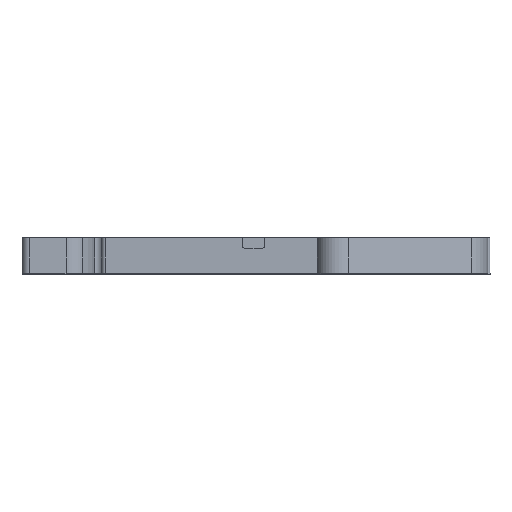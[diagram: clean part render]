
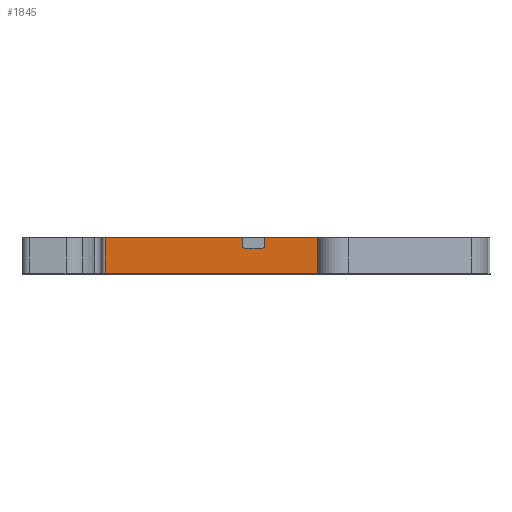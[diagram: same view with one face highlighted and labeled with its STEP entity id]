
A CAD part, front view. The second image highlights one B-rep face of the part: STEP entity #1845.
In plain terms, the highlighted planar face has unit normal (0, -1, 0).
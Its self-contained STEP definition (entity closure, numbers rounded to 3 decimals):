
#12 = VERTEX_POINT ( 'NONE', #3411 ) ;
#46 = CARTESIAN_POINT ( 'NONE',  ( 7.528, 0., 4.15 ) ) ;
#293 = ORIENTED_EDGE ( 'NONE', *, *, #577, .F. ) ;
#398 = CIRCLE ( 'NONE', #6805, 0.5 ) ;
#517 = VERTEX_POINT ( 'NONE', #14917 ) ;
#577 = EDGE_CURVE ( 'NONE', #16472, #6675, #2322, .T. ) ;
#611 = CARTESIAN_POINT ( 'NONE',  ( 4.328, 0., 4.15 ) ) ;
#787 = VERTEX_POINT ( 'NONE', #20718 ) ;
#1379 = CARTESIAN_POINT ( 'NONE',  ( -15.352, 0., 0.15 ) ) ;
#1657 = DIRECTION ( 'NONE',  ( 0., 1., 0. ) ) ;
#1834 = LINE ( 'NONE', #12741, #3896 ) ;
#1845 = ADVANCED_FACE ( 'NONE', ( #6213 ), #4844, .F. ) ;
#1927 = LINE ( 'NONE', #13138, #3795 ) ;
#2322 = LINE ( 'NONE', #15020, #4745 ) ;
#2670 = ORIENTED_EDGE ( 'NONE', *, *, #17391, .F. ) ;
#3357 = VERTEX_POINT ( 'NONE', #17506 ) ;
#3411 = CARTESIAN_POINT ( 'NONE',  ( 15.352, 0., 0.15 ) ) ;
#3414 = VECTOR ( 'NONE', #14176, 1000. ) ;
#3492 = DIRECTION ( 'NONE',  ( 0., -1., 0. ) ) ;
#3500 = DIRECTION ( 'NONE',  ( 0., 0., -1. ) ) ;
#3596 = DIRECTION ( 'NONE',  ( 0., 0., -1. ) ) ;
#3795 = VECTOR ( 'NONE', #19574, 1000. ) ;
#3811 = EDGE_CURVE ( 'NONE', #7465, #12165, #14322, .T. ) ;
#3850 = EDGE_CURVE ( 'NONE', #3357, #16472, #1927, .T. ) ;
#3896 = VECTOR ( 'NONE', #19075, 1000. ) ;
#4526 = CARTESIAN_POINT ( 'NONE',  ( 4.828, 0., 3.65 ) ) ;
#4745 = VECTOR ( 'NONE', #3596, 1000. ) ;
#4844 = PLANE ( 'NONE',  #9528 ) ;
#4872 = AXIS2_PLACEMENT_3D ( 'NONE', #15034, #6993, #3500 ) ;
#5335 = CARTESIAN_POINT ( 'NONE',  ( 4.828, 0., 3.65 ) ) ;
#5746 = DIRECTION ( 'NONE',  ( 1., 0., 0. ) ) ;
#5805 = EDGE_CURVE ( 'NONE', #787, #7465, #5876, .T. ) ;
#5876 = CIRCLE ( 'NONE', #4872, 0.5 ) ;
#6004 = EDGE_CURVE ( 'NONE', #12, #517, #14389, .T. ) ;
#6083 = ORIENTED_EDGE ( 'NONE', *, *, #8178, .F. ) ;
#6213 = FACE_OUTER_BOUND ( 'NONE', #12277, .T. ) ;
#6665 = CARTESIAN_POINT ( 'NONE',  ( 4.828, 0., 4.15 ) ) ;
#6675 = VERTEX_POINT ( 'NONE', #611 ) ;
#6805 = AXIS2_PLACEMENT_3D ( 'NONE', #6665, #3492, #8044 ) ;
#6985 = LINE ( 'NONE', #20187, #20310 ) ;
#6993 = DIRECTION ( 'NONE',  ( 0., -1., 0. ) ) ;
#7465 = VERTEX_POINT ( 'NONE', #10443 ) ;
#7608 = VERTEX_POINT ( 'NONE', #4526 ) ;
#7953 = CARTESIAN_POINT ( 'NONE',  ( 4.328, 0., 5.15 ) ) ;
#7968 = DIRECTION ( 'NONE',  ( 0., 0., 1. ) ) ;
#8044 = DIRECTION ( 'NONE',  ( -1., 0., 0. ) ) ;
#8178 = EDGE_CURVE ( 'NONE', #7608, #787, #16855, .T. ) ;
#8730 = VECTOR ( 'NONE', #19979, 1000. ) ;
#9528 = AXIS2_PLACEMENT_3D ( 'NONE', #15841, #1657, #14568 ) ;
#9703 = ORIENTED_EDGE ( 'NONE', *, *, #3850, .F. ) ;
#10138 = LINE ( 'NONE', #13540, #8730 ) ;
#10443 = CARTESIAN_POINT ( 'NONE',  ( 7.528, 0., 4.15 ) ) ;
#10502 = VECTOR ( 'NONE', #5746, 1000. ) ;
#11510 = ORIENTED_EDGE ( 'NONE', *, *, #17431, .F. ) ;
#11839 = DIRECTION ( 'NONE',  ( 1., 0., 0. ) ) ;
#12165 = VERTEX_POINT ( 'NONE', #12861 ) ;
#12277 = EDGE_LOOP ( 'NONE', ( #9703, #17122, #15849, #20761, #11510, #20468, #20821, #6083, #2670, #293 ) ) ;
#12741 = CARTESIAN_POINT ( 'NONE',  ( -14.794, 0., -12.358 ) ) ;
#12861 = CARTESIAN_POINT ( 'NONE',  ( 7.528, 0., 5.15 ) ) ;
#13138 = CARTESIAN_POINT ( 'NONE',  ( -15.352, 0., 5.15 ) ) ;
#13540 = CARTESIAN_POINT ( 'NONE',  ( 15.352, 0., 5.15 ) ) ;
#14176 = DIRECTION ( 'NONE',  ( -1., 0., 0. ) ) ;
#14322 = LINE ( 'NONE', #46, #19647 ) ;
#14389 = LINE ( 'NONE', #1379, #3414 ) ;
#14568 = DIRECTION ( 'NONE',  ( 1., 0., 0. ) ) ;
#14917 = CARTESIAN_POINT ( 'NONE',  ( -14.794, 0., 0.15 ) ) ;
#15020 = CARTESIAN_POINT ( 'NONE',  ( 4.328, 0., 4.15 ) ) ;
#15034 = CARTESIAN_POINT ( 'NONE',  ( 7.028, 0., 4.15 ) ) ;
#15220 = VERTEX_POINT ( 'NONE', #18427 ) ;
#15841 = CARTESIAN_POINT ( 'NONE',  ( -15.352, 0., 5.15 ) ) ;
#15849 = ORIENTED_EDGE ( 'NONE', *, *, #6004, .F. ) ;
#16472 = VERTEX_POINT ( 'NONE', #7953 ) ;
#16855 = LINE ( 'NONE', #5335, #10502 ) ;
#17122 = ORIENTED_EDGE ( 'NONE', *, *, #19730, .F. ) ;
#17391 = EDGE_CURVE ( 'NONE', #6675, #7608, #398, .T. ) ;
#17431 = EDGE_CURVE ( 'NONE', #12165, #15220, #6985, .T. ) ;
#17491 = EDGE_CURVE ( 'NONE', #15220, #12, #10138, .T. ) ;
#17506 = CARTESIAN_POINT ( 'NONE',  ( -14.794, 0., 5.15 ) ) ;
#18427 = CARTESIAN_POINT ( 'NONE',  ( 15.352, 0., 5.15 ) ) ;
#19075 = DIRECTION ( 'NONE',  ( 0., 0., 1. ) ) ;
#19574 = DIRECTION ( 'NONE',  ( 1., 0., 0. ) ) ;
#19647 = VECTOR ( 'NONE', #7968, 1000. ) ;
#19730 = EDGE_CURVE ( 'NONE', #517, #3357, #1834, .T. ) ;
#19979 = DIRECTION ( 'NONE',  ( 0., 0., -1. ) ) ;
#20187 = CARTESIAN_POINT ( 'NONE',  ( -15.352, 0., 5.15 ) ) ;
#20310 = VECTOR ( 'NONE', #11839, 1000. ) ;
#20468 = ORIENTED_EDGE ( 'NONE', *, *, #3811, .F. ) ;
#20718 = CARTESIAN_POINT ( 'NONE',  ( 7.028, 0., 3.65 ) ) ;
#20761 = ORIENTED_EDGE ( 'NONE', *, *, #17491, .F. ) ;
#20821 = ORIENTED_EDGE ( 'NONE', *, *, #5805, .F. ) ;
